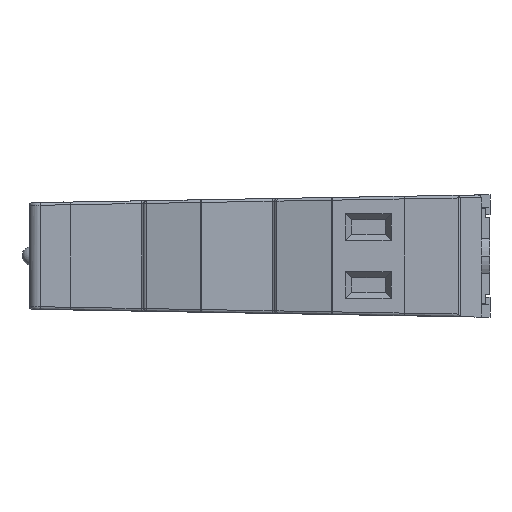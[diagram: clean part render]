
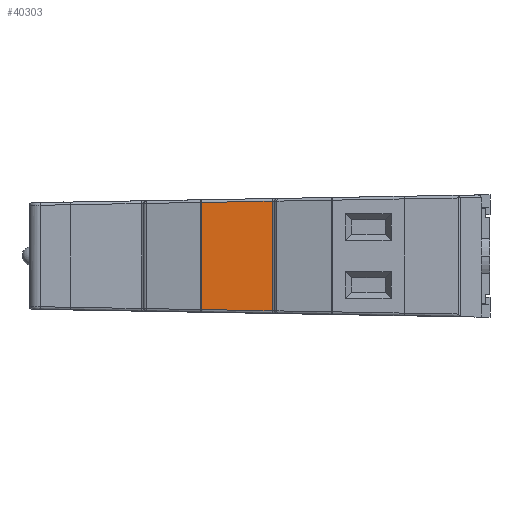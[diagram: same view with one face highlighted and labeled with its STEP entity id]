
A CAD part, left-side view. The second image highlights one B-rep face of the part: STEP entity #40303.
In plain terms, the highlighted planar face has unit normal (-1, 0, 0).
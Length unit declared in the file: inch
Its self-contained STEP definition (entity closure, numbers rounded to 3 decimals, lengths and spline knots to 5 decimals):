
#1944 = LINE ( 'NONE', #19814, #21670 ) ;
#2690 = EDGE_CURVE ( 'NONE', #30070, #6401, #20209, .T. ) ;
#3155 = CARTESIAN_POINT ( 'NONE',  ( -1.32, 2.13175, 0.29029 ) ) ;
#3652 = ORIENTED_EDGE ( 'NONE', *, *, #33254, .T. ) ;
#5369 = ORIENTED_EDGE ( 'NONE', *, *, #43179, .T. ) ;
#6401 = VERTEX_POINT ( 'NONE', #48106 ) ;
#6712 = LINE ( 'NONE', #45212, #27653 ) ;
#6952 = CARTESIAN_POINT ( 'NONE',  ( -1.32, 1.218, -0.30624 ) ) ;
#8148 = ORIENTED_EDGE ( 'NONE', *, *, #28259, .T. ) ;
#9743 = VECTOR ( 'NONE', #38824, 39.37008 ) ;
#9764 = AXIS2_PLACEMENT_3D ( 'NONE', #33397, #9772, #37389 ) ;
#9772 = DIRECTION ( 'NONE',  ( 1., 0., 0. ) ) ;
#10102 = CARTESIAN_POINT ( 'NONE',  ( -1.32, 1.218, 0.30624 ) ) ;
#13586 = PLANE ( 'NONE',  #9764 ) ;
#17581 = EDGE_LOOP ( 'NONE', ( #3652, #5369, #24374, #8148 ) ) ;
#18034 = LINE ( 'NONE', #42572, #36572 ) ;
#19814 = CARTESIAN_POINT ( 'NONE',  ( -1.32, 1.61369, -0.31431 ) ) ;
#20209 = LINE ( 'NONE', #3155, #9743 ) ;
#21238 = FACE_OUTER_BOUND ( 'NONE', #17581, .T. ) ;
#21582 = DIRECTION ( 'NONE',  ( 0., -1., -0.017 ) ) ;
#21670 = VECTOR ( 'NONE', #23819, 39.37008 ) ;
#23819 = DIRECTION ( 'NONE',  ( 0., 0., -1. ) ) ;
#23965 = VERTEX_POINT ( 'NONE', #34162 ) ;
#24374 = ORIENTED_EDGE ( 'NONE', *, *, #2690, .T. ) ;
#27653 = VECTOR ( 'NONE', #21582, 39.37008 ) ;
#28259 = EDGE_CURVE ( 'NONE', #6401, #23965, #1944, .T. ) ;
#30070 = VERTEX_POINT ( 'NONE', #10102 ) ;
#33254 = EDGE_CURVE ( 'NONE', #23965, #35474, #6712, .T. ) ;
#33397 = CARTESIAN_POINT ( 'NONE',  ( -1.32, 2.10421, -1.2875 ) ) ;
#34162 = CARTESIAN_POINT ( 'NONE',  ( -1.32, 1.61369, -0.29933 ) ) ;
#35474 = VERTEX_POINT ( 'NONE', #6952 ) ;
#36572 = VECTOR ( 'NONE', #50180, 39.37008 ) ;
#37389 = DIRECTION ( 'NONE',  ( 0., 0., -1. ) ) ;
#38824 = DIRECTION ( 'NONE',  ( 0., 1., -0.017 ) ) ;
#40303 = ADVANCED_FACE ( 'NONE', ( #21238 ), #13586, .F. ) ;
#42572 = CARTESIAN_POINT ( 'NONE',  ( -1.32, 1.218, 0.3215 ) ) ;
#43179 = EDGE_CURVE ( 'NONE', #35474, #30070, #18034, .T. ) ;
#45212 = CARTESIAN_POINT ( 'NONE',  ( -1.32, 2.08682, -0.29107 ) ) ;
#48106 = CARTESIAN_POINT ( 'NONE',  ( -1.32, 1.61369, 0.29933 ) ) ;
#50180 = DIRECTION ( 'NONE',  ( 0., 0., 1. ) ) ;
